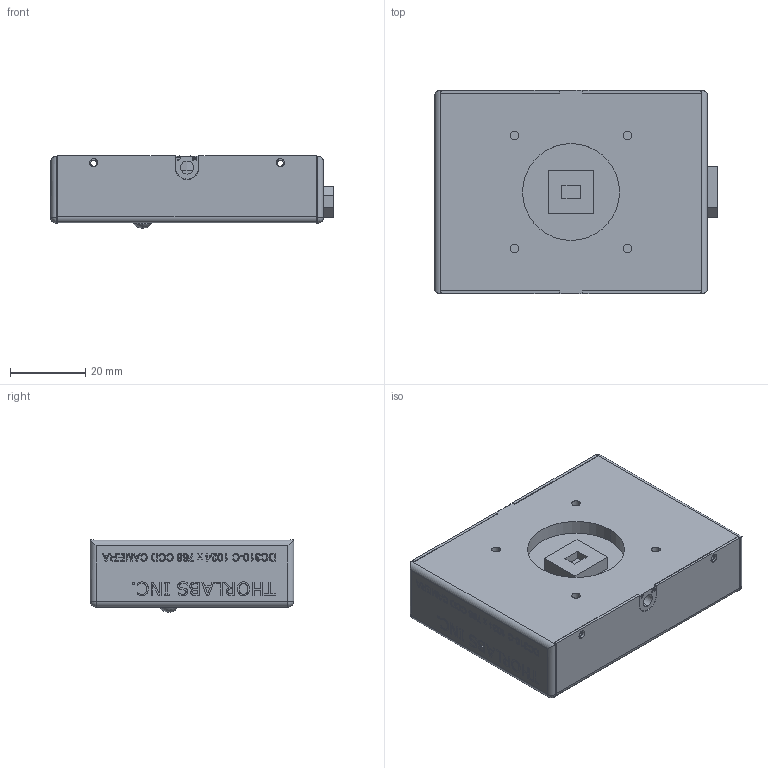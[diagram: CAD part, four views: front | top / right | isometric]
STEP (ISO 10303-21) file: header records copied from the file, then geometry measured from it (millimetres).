
FILE_DESCRIPTION (( 'STEP AP214' ), '1' );
FILE_NAME ('13566-E0W.step', '2007-11-13T08:30:43', ( ' ' ), ( ' ' ), 'SwSTEP 2.0', 'SolidWorks 2007', '' );
FILE_SCHEMA (( 'AUTOMOTIVE_DESIGN' ));
Length unit declared in the file: inch
Products named in the file (1): 13566-E0W
Bounding box: 75.08 x 54.03 x 19.3 mm (x, y, z)
Surface area: 27596.2 mm2 (no closed solid volume)
Topology: 0 solids, 36 shells, 526 faces, 2948 edges, 2363 vertices
Faces by surface type: plane 332, bspline 125, cylinder 63, sphere 6
Entity records: 50491 total; most frequent: CARTESIAN_POINT 23660, ORIENTED_EDGE 3873, DIRECTION 2998, EDGE_CURVE 2944, VERTEX_POINT 2363, VECTOR 1874, LINE 1874, B_SPLINE_CURVE_WITH_KNOTS 902
